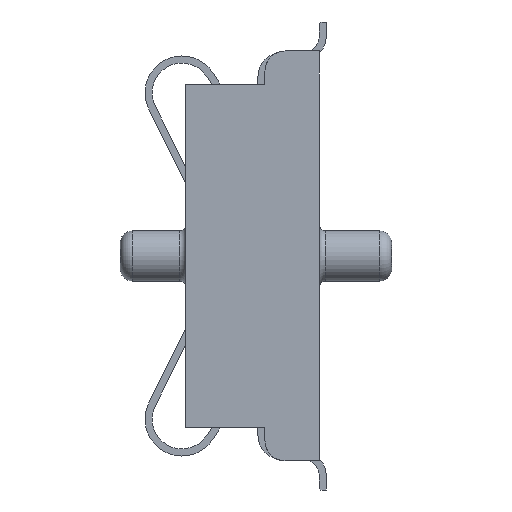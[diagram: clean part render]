
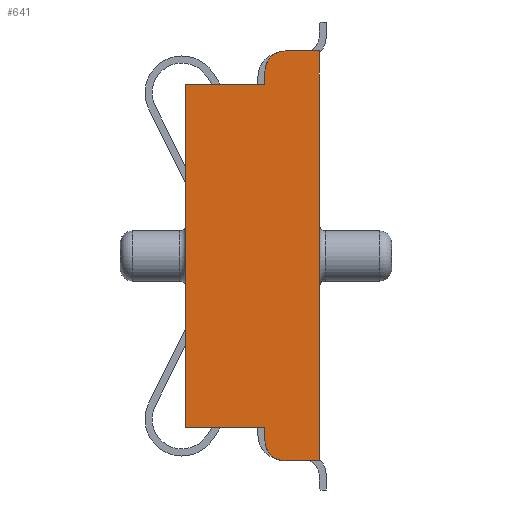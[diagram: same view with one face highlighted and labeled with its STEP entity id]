
A CAD part, left-side view. The second image highlights one B-rep face of the part: STEP entity #641.
In plain terms, the highlighted planar face has unit normal (-1, 0, 0).
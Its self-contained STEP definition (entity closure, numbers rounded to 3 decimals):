
#641 = ADVANCED_FACE( '', ( #1695 ), #1696, .F. );
#1695 = FACE_OUTER_BOUND( '', #3198, .T. );
#1696 = PLANE( '', #3199 );
#3198 = EDGE_LOOP( '', ( #4930, #4931, #4932, #4933, #4934, #4935, #4936, #4937, #4938, #4939 ) );
#3199 = AXIS2_PLACEMENT_3D( '', #4940, #4941, #4942 );
#4930 = ORIENTED_EDGE( '', *, *, #9665, .F. );
#4931 = ORIENTED_EDGE( '', *, *, #9666, .F. );
#4932 = ORIENTED_EDGE( '', *, *, #9667, .F. );
#4933 = ORIENTED_EDGE( '', *, *, #9668, .F. );
#4934 = ORIENTED_EDGE( '', *, *, #9669, .F. );
#4935 = ORIENTED_EDGE( '', *, *, #9670, .F. );
#4936 = ORIENTED_EDGE( '', *, *, #9671, .F. );
#4937 = ORIENTED_EDGE( '', *, *, #9672, .F. );
#4938 = ORIENTED_EDGE( '', *, *, #9673, .F. );
#4939 = ORIENTED_EDGE( '', *, *, #9559, .F. );
#4940 = CARTESIAN_POINT( '', ( -5.38, 0.727, 3.95 ) );
#4941 = DIRECTION( '', ( 1., 0., 0. ) );
#4942 = DIRECTION( '', ( 0., 0., -1. ) );
#9559 = EDGE_CURVE( '', #11611, #11613, #11614, .T. );
#9665 = EDGE_CURVE( '', #11794, #11611, #11795, .T. );
#9666 = EDGE_CURVE( '', #11796, #11794, #11797, .T. );
#9667 = EDGE_CURVE( '', #11798, #11796, #11799, .T. );
#9668 = EDGE_CURVE( '', #11800, #11798, #11801, .T. );
#9669 = EDGE_CURVE( '', #11802, #11800, #11803, .T. );
#9670 = EDGE_CURVE( '', #11804, #11802, #11805, .T. );
#9671 = EDGE_CURVE( '', #11806, #11804, #11807, .T. );
#9672 = EDGE_CURVE( '', #11808, #11806, #11809, .T. );
#9673 = EDGE_CURVE( '', #11613, #11808, #11810, .T. );
#11611 = VERTEX_POINT( '', #14605 );
#11613 = VERTEX_POINT( '', #14608 );
#11614 = LINE( '', #14609, #14610 );
#11794 = VERTEX_POINT( '', #14860 );
#11795 = CIRCLE( '', #14861, 0.432 );
#11796 = VERTEX_POINT( '', #14862 );
#11797 = LINE( '', #14863, #14864 );
#11798 = VERTEX_POINT( '', #14865 );
#11799 = LINE( '', #14866, #14867 );
#11800 = VERTEX_POINT( '', #14868 );
#11801 = LINE( '', #14869, #14870 );
#11802 = VERTEX_POINT( '', #14871 );
#11803 = LINE( '', #14872, #14873 );
#11804 = VERTEX_POINT( '', #14874 );
#11805 = LINE( '', #14875, #14876 );
#11806 = VERTEX_POINT( '', #14877 );
#11807 = CIRCLE( '', #14878, 0.432 );
#11808 = VERTEX_POINT( '', #14879 );
#11809 = LINE( '', #14880, #14881 );
#11810 = LINE( '', #14882, #14883 );
#14605 = CARTESIAN_POINT( '', ( -5.38, 0.727, 4.382 ) );
#14608 = CARTESIAN_POINT( '', ( -5.38, 0., 4.382 ) );
#14609 = CARTESIAN_POINT( '', ( -5.38, 0.727, 4.382 ) );
#14610 = VECTOR( '', #18570, 1000. );
#14860 = CARTESIAN_POINT( '', ( -5.38, 1.159, 3.95 ) );
#14861 = AXIS2_PLACEMENT_3D( '', #18677, #18678, #18679 );
#14862 = CARTESIAN_POINT( '', ( -5.38, 1.159, 3.659 ) );
#14863 = CARTESIAN_POINT( '', ( -5.38, 1.159, 3.659 ) );
#14864 = VECTOR( '', #18680, 1000. );
#14865 = CARTESIAN_POINT( '', ( -5.38, 2.848, 3.659 ) );
#14866 = CARTESIAN_POINT( '', ( -5.38, 2.848, 3.659 ) );
#14867 = VECTOR( '', #18681, 1000. );
#14868 = CARTESIAN_POINT( '', ( -5.38, 2.848, -3.659 ) );
#14869 = CARTESIAN_POINT( '', ( -5.38, 2.848, -3.659 ) );
#14870 = VECTOR( '', #18682, 1000. );
#14871 = CARTESIAN_POINT( '', ( -5.38, 1.159, -3.659 ) );
#14872 = CARTESIAN_POINT( '', ( -5.38, 1.159, -3.659 ) );
#14873 = VECTOR( '', #18683, 1000. );
#14874 = CARTESIAN_POINT( '', ( -5.38, 1.159, -3.947 ) );
#14875 = CARTESIAN_POINT( '', ( -5.38, 1.159, -3.947 ) );
#14876 = VECTOR( '', #18684, 1000. );
#14877 = CARTESIAN_POINT( '', ( -5.38, 0.727, -4.379 ) );
#14878 = AXIS2_PLACEMENT_3D( '', #18685, #18686, #18687 );
#14879 = CARTESIAN_POINT( '', ( -5.38, 0., -4.379 ) );
#14880 = CARTESIAN_POINT( '', ( -5.38, 0., -4.379 ) );
#14881 = VECTOR( '', #18688, 1000. );
#14882 = CARTESIAN_POINT( '', ( -5.38, 0., 4.382 ) );
#14883 = VECTOR( '', #18689, 1000. );
#18570 = DIRECTION( '', ( 0., -1., 0. ) );
#18677 = CARTESIAN_POINT( '', ( -5.38, 0.727, 3.95 ) );
#18678 = DIRECTION( '', ( 1., 0., 0. ) );
#18679 = DIRECTION( '', ( 0., 0., -1. ) );
#18680 = DIRECTION( '', ( 0., 0., 1. ) );
#18681 = DIRECTION( '', ( 0., -1., 0. ) );
#18682 = DIRECTION( '', ( 0., 0., 1. ) );
#18683 = DIRECTION( '', ( 0., 1., 0. ) );
#18684 = DIRECTION( '', ( 0., 0., 1. ) );
#18685 = CARTESIAN_POINT( '', ( -5.38, 0.727, -3.947 ) );
#18686 = DIRECTION( '', ( 1., 0., 0. ) );
#18687 = DIRECTION( '', ( 0., 0., -1. ) );
#18688 = DIRECTION( '', ( 0., 1., 0. ) );
#18689 = DIRECTION( '', ( 0., 0., -1. ) );
